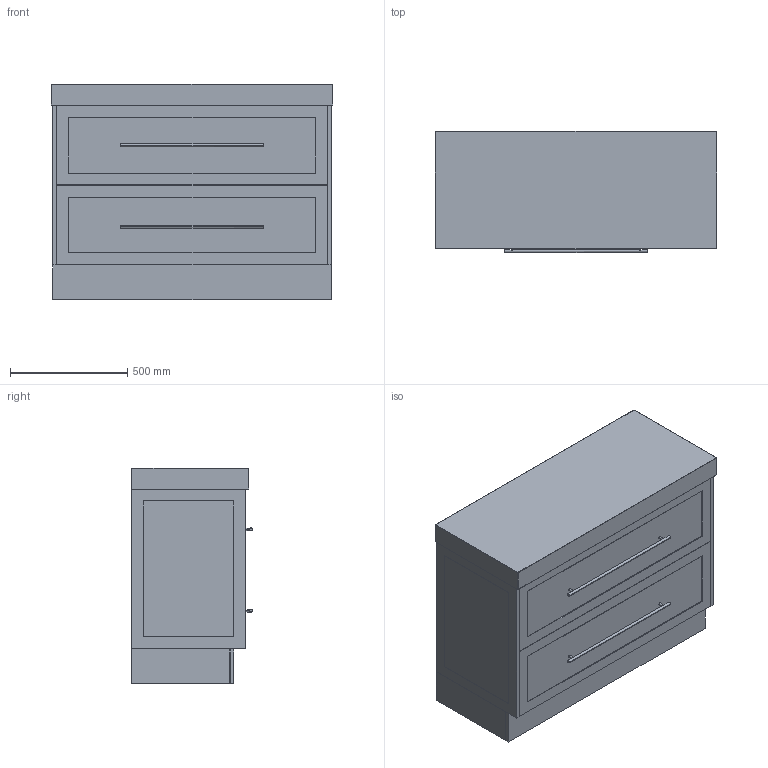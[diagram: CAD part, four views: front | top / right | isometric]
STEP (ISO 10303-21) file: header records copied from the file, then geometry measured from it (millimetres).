
FILE_DESCRIPTION(/* description */ (''),/* implementation_level */ '2;1');
FILE_NAME(/* name */ 'Kado Lux All-Drawer FM 1200 Centre (90MM)',/* time_stamp */ '2025-07-09T14:56:19+10:00',/* author */ (''),/* organization */ (''),/* preprocessor_version */ 'ST-DEVELOPER v16.5',/* originating_system */ '',/* authorisation */ '');
FILE_SCHEMA (('AUTOMOTIVE_DESIGN'));
Length unit declared in the file: millimetre
Products named in the file (9): Document; Kado Lux All-Drawer FM 1200 Centre (90MM); Blank Benchtops ALL1011121314151617181920212223242526; 1200 Benchtop (90mm)456; Kado Lux All-Drawer (Floor Mount)29; Kado Lux All-Drawer WK ALL Carcass2728; Kado Lux All-Drawer WK 1200 Carcass9; Cross Bar Handle 5442; Kado Lux All-Drawer WK 1200 Carcass8
Assembly tree (9 placements, depth 6):
  Document
    Kado Lux All-Drawer FM 1200 Centre (90MM)
      Blank Benchtops ALL1011121314151617181920212223242526
        1200 Benchtop (90mm)456
      Kado Lux All-Drawer (Floor Mount)29
        Kado Lux All-Drawer WK ALL Carcass2728
          Kado Lux All-Drawer WK 1200 Carcass9
            Cross Bar Handle 5442  x2
            Kado Lux All-Drawer WK 1200 Carcass8
Bounding box: 1200 x 515 x 920 mm (x, y, z)
Volume: 135316002.6 mm3; surface area: 11834970.3 mm2
Topology: 9 solids, 9 shells, 131 faces, 291 edges, 178 vertices
Faces by surface type: plane 86, cylinder 31, bspline 14
Entity records: 3566 total; most frequent: CARTESIAN_POINT 1404, ORIENTED_EDGE 514, EDGE_CURVE 257, B_SPLINE_CURVE_WITH_KNOTS 209, VERTEX_POINT 162, DIRECTION 149, EDGE_LOOP 131, AXIS2_PLACEMENT_3D 128
